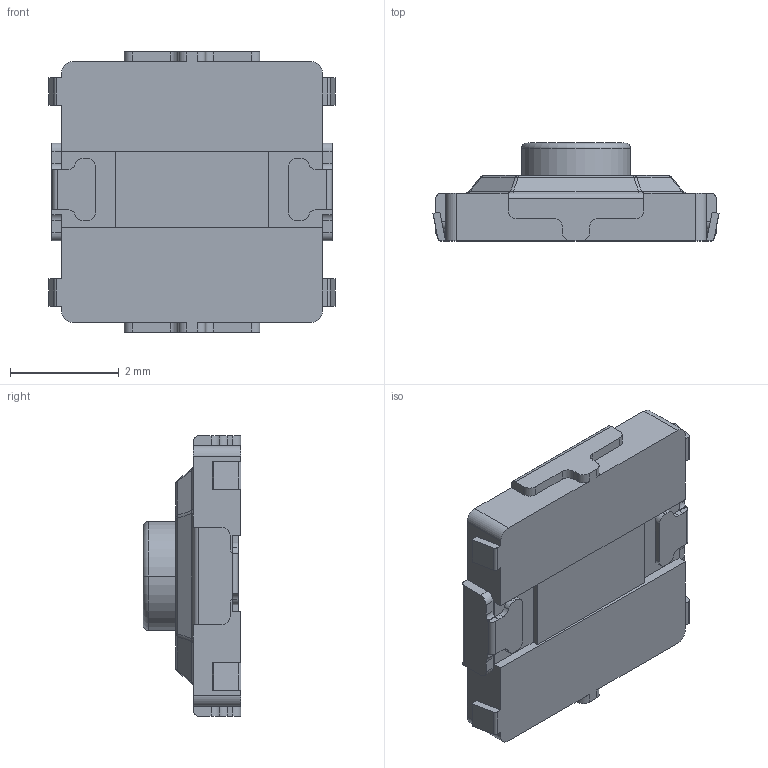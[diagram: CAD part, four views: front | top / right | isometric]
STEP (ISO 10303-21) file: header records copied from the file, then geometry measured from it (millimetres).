
FILE_DESCRIPTION((''),'2;1');
FILE_NAME('PRT0001','2025-09-18T',('Administrator'),(''),'PRO/ENGINEER BY PARAMETRIC TECHNOLOGY CORPORATION, 2010280','PRO/ENGINEER BY PARAMETRIC TECHNOLOGY CORPORATION, 2010280','');
FILE_SCHEMA(('CONFIG_CONTROL_DESIGN'));
Length unit declared in the file: millimetre
Products named in the file (1): PRT0001
Bounding box: 5.27 x 1.8 x 5.16 mm (x, y, z)
Volume: 26.8 mm3; surface area: 76.1 mm2
Topology: 1 solids, 1 shells, 180 faces, 476 edges, 300 vertices
Faces by surface type: plane 88, cylinder 74, bspline 8, sphere 8, torus 2
Entity records: 5846 total; most frequent: CARTESIAN_POINT 1300, ORIENTED_EDGE 952, DIRECTION 948, EDGE_CURVE 476, VECTOR 316, LINE 316, AXIS2_PLACEMENT_3D 316, VERTEX_POINT 300
